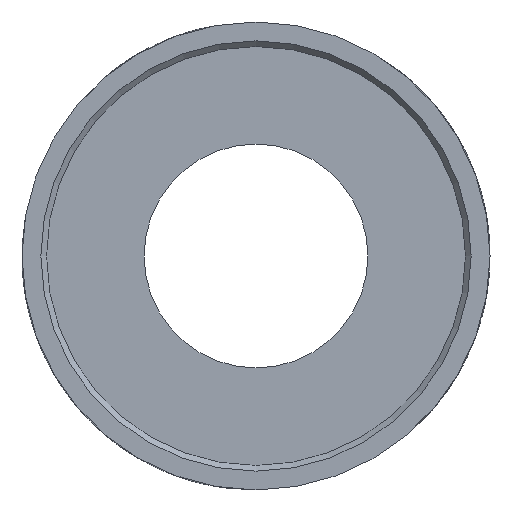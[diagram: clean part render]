
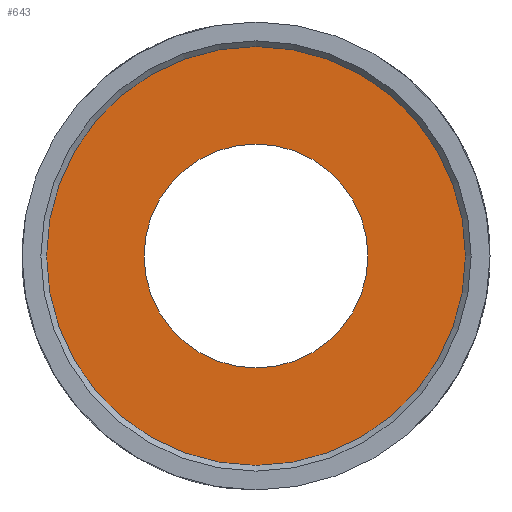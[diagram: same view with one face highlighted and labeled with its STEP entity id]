
A CAD part, left-side view. The second image highlights one B-rep face of the part: STEP entity #643.
In plain terms, the highlighted planar face has unit normal (-1, 0, 0).
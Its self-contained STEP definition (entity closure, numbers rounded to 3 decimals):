
#561=PLANE('',#2700);
#643=ADVANCED_FACE('',(#735,#736),#561,.T.);
#735=FACE_BOUND('',#845,.T.);
#736=FACE_BOUND('',#846,.T.);
#845=EDGE_LOOP('',(#1003));
#846=EDGE_LOOP('',(#1004));
#1003=ORIENTED_EDGE('',*,*,#2253,.F.);
#1004=ORIENTED_EDGE('',*,*,#2252,.T.);
#1832=VERTEX_POINT('',#2995);
#1833=VERTEX_POINT('',#2998);
#2252=EDGE_CURVE('',#1832,#1832,#2672,.T.);
#2253=EDGE_CURVE('',#1833,#1833,#2673,.T.);
#2672=CIRCLE('',#2697,21.1);
#2673=CIRCLE('',#2699,11.);
#2697=AXIS2_PLACEMENT_3D('',#2994,#2811,#2812);
#2699=AXIS2_PLACEMENT_3D('',#2997,#2815,#2816);
#2700=AXIS2_PLACEMENT_3D('',#2999,#2817,#2818);
#2811=DIRECTION('',(-1.,0.,0.));
#2812=DIRECTION('',(0.,0.,1.));
#2815=DIRECTION('',(-1.,0.,0.));
#2816=DIRECTION('',(0.,0.,1.));
#2817=DIRECTION('',(-1.,0.,0.));
#2818=DIRECTION('',(0.,1.,0.));
#2994=CARTESIAN_POINT('',(4.3,0.,0.));
#2995=CARTESIAN_POINT('',(4.3,0.,21.1));
#2997=CARTESIAN_POINT('',(4.3,0.,0.));
#2998=CARTESIAN_POINT('',(4.3,0.,11.));
#2999=CARTESIAN_POINT('',(4.3,-23.1,23.1));
